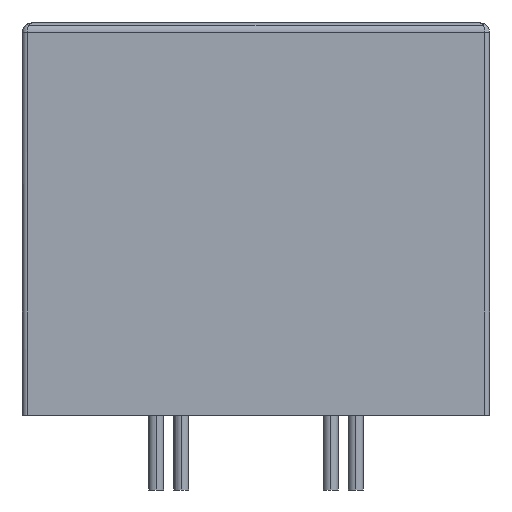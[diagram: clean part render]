
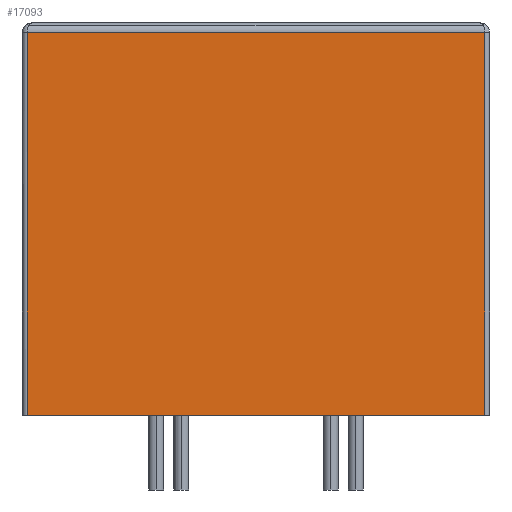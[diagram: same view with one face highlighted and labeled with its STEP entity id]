
A CAD part, left-side view. The second image highlights one B-rep face of the part: STEP entity #17093.
In plain terms, the highlighted planar face has unit normal (-1, 0, 0).
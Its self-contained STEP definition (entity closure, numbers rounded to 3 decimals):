
#152 = DIRECTION ( 'NONE',  ( 0., -1., 0. ) ) ;
#280 = DIRECTION ( 'NONE',  ( 0., 0., 1. ) ) ;
#301 = EDGE_CURVE ( 'NONE', #9944, #24915, #24101, .T. ) ;
#726 = ORIENTED_EDGE ( 'NONE', *, *, #4602, .T. ) ;
#1387 = DIRECTION ( 'NONE',  ( -1., 0., 0. ) ) ;
#1527 = CARTESIAN_POINT ( 'NONE',  ( -21.461, 10.325, 0. ) ) ;
#2670 = CARTESIAN_POINT ( 'NONE',  ( -21.461, -14.175, 0. ) ) ;
#3188 = CARTESIAN_POINT ( 'NONE',  ( -21.461, -14.175, 20.5 ) ) ;
#3347 = ORIENTED_EDGE ( 'NONE', *, *, #19477, .F. ) ;
#4447 = CARTESIAN_POINT ( 'NONE',  ( -21.461, 10.325, 20.5 ) ) ;
#4551 = VERTEX_POINT ( 'NONE', #5156 ) ;
#4602 = EDGE_CURVE ( 'NONE', #7768, #24915, #10962, .T. ) ;
#4648 = CARTESIAN_POINT ( 'NONE',  ( -21.461, -14.175, 0. ) ) ;
#5156 = CARTESIAN_POINT ( 'NONE',  ( -21.461, 10.325, 0. ) ) ;
#6488 = CARTESIAN_POINT ( 'NONE',  ( -21.461, 10.325, 0. ) ) ;
#7768 = VERTEX_POINT ( 'NONE', #2670 ) ;
#9944 = VERTEX_POINT ( 'NONE', #4447 ) ;
#10112 = ORIENTED_EDGE ( 'NONE', *, *, #301, .F. ) ;
#10962 = LINE ( 'NONE', #4648, #25922 ) ;
#11623 = FACE_OUTER_BOUND ( 'NONE', #26002, .T. ) ;
#11816 = ORIENTED_EDGE ( 'NONE', *, *, #16201, .T. ) ;
#12414 = LINE ( 'NONE', #6488, #15170 ) ;
#13867 = DIRECTION ( 'NONE',  ( 0., -1., 0. ) ) ;
#15170 = VECTOR ( 'NONE', #280, 1000. ) ;
#15930 = VECTOR ( 'NONE', #152, 1000. ) ;
#16201 = EDGE_CURVE ( 'NONE', #4551, #7768, #22662, .T. ) ;
#17093 = ADVANCED_FACE ( 'NONE', ( #11623 ), #17661, .T. ) ;
#17661 = PLANE ( 'NONE',  #25451 ) ;
#17767 = CARTESIAN_POINT ( 'NONE',  ( -21.461, 6.2, 20.5 ) ) ;
#18601 = CARTESIAN_POINT ( 'NONE',  ( -21.461, 10.325, 0. ) ) ;
#19477 = EDGE_CURVE ( 'NONE', #4551, #9944, #12414, .T. ) ;
#20670 = VECTOR ( 'NONE', #13867, 1000. ) ;
#21055 = DIRECTION ( 'NONE',  ( 0., 0., 1. ) ) ;
#22662 = LINE ( 'NONE', #18601, #15930 ) ;
#24101 = LINE ( 'NONE', #17767, #20670 ) ;
#24915 = VERTEX_POINT ( 'NONE', #3188 ) ;
#25451 = AXIS2_PLACEMENT_3D ( 'NONE', #1527, #1387, #26033 ) ;
#25922 = VECTOR ( 'NONE', #21055, 1000. ) ;
#26002 = EDGE_LOOP ( 'NONE', ( #10112, #3347, #11816, #726 ) ) ;
#26033 = DIRECTION ( 'NONE',  ( 0., 1., 0. ) ) ;
